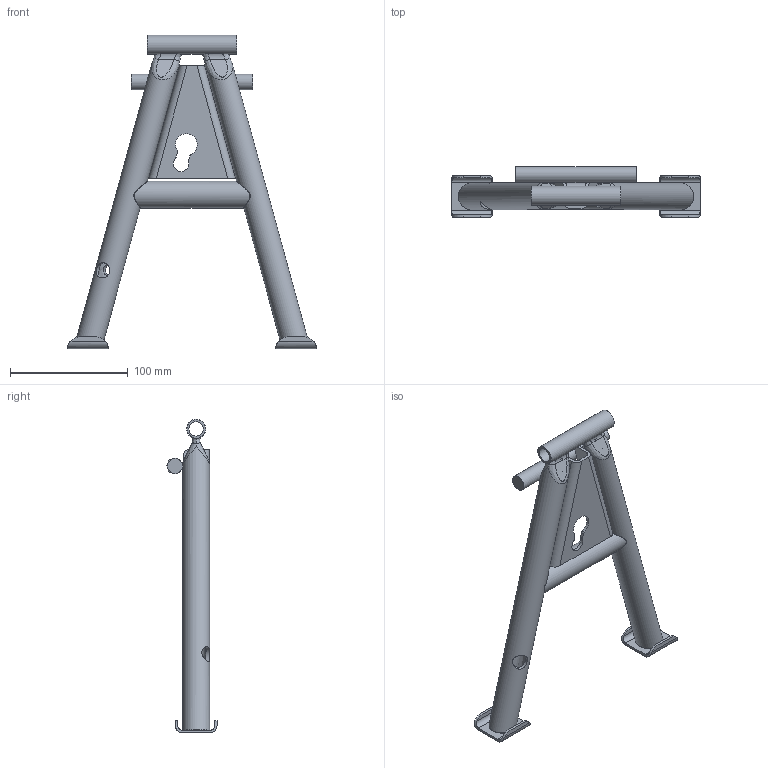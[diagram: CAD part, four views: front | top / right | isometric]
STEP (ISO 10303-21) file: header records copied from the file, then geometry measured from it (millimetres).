
FILE_DESCRIPTION(/* description */ ('STEP AP242','CAx-IF Rec.Pracs.---Representation and Presentation of Product Manufacturing Information (PMI)---4.0---2014-10-13','CAx-IF Rec.Pracs.---3D Tessellated Geometry---0.4---2014-09-14','2;1'),/* implementation_level */ '2;1');
FILE_NAME(/* name */ '68cbe1c70e04d86dc9f7f0dd',/* time_stamp */ '2025-09-18T10:41:12Z',/* author */ (''),/* organization */ (''),/* preprocessor_version */ 'ST-DEVELOPER v20',/* originating_system */ 'ONSHAPE BY PTC INC, 1.203',/* authorisation */ ' ');
FILE_SCHEMA (('AP242_MANAGED_MODEL_BASED_3D_ENGINEERING_MIM_LF { 1 0 10303 442 1 1 4 }'));
Length unit declared in the file: metre
Products named in the file (8): Center Stand v2.0; Center Stand Sleeve; Center Stand Tube LH; Center Stand Pin; Center Stand Cap; Center Stand  Middle Plate; Center Stand Tube RH; Center Stand  Cross Tube
Assembly tree (8 placements, depth 2):
  Center Stand v2.0
    Center Stand Sleeve
    Center Stand Tube LH
    Center Stand Pin
    Center Stand Cap  x2
    Center Stand  Middle Plate
    Center Stand Tube RH
    Center Stand  Cross Tube
Bounding box: 211.28 x 42.46 x 266.14 mm (x, y, z)
Volume: 149777.6 mm3; surface area: 109783 mm2
Topology: 8 solids, 8 shells, 119 faces, 307 edges, 206 vertices
Faces by surface type: cylinder 45, plane 40, bspline 30, torus 4
Full cylindrical faces by diameter (mm): 12.25 x1, 13 x2, 13.4 x1, 16.25 x1, 18.8 x1, 22.8 x3
Entity records: 8389 total; most frequent: CARTESIAN_POINT 6042, ORIENTED_EDGE 448, DIRECTION 376, EDGE_CURVE 224, VERTEX_POINT 166, AXIS2_PLACEMENT_3D 152, EDGE_LOOP 148, FACE_BOUND 148
